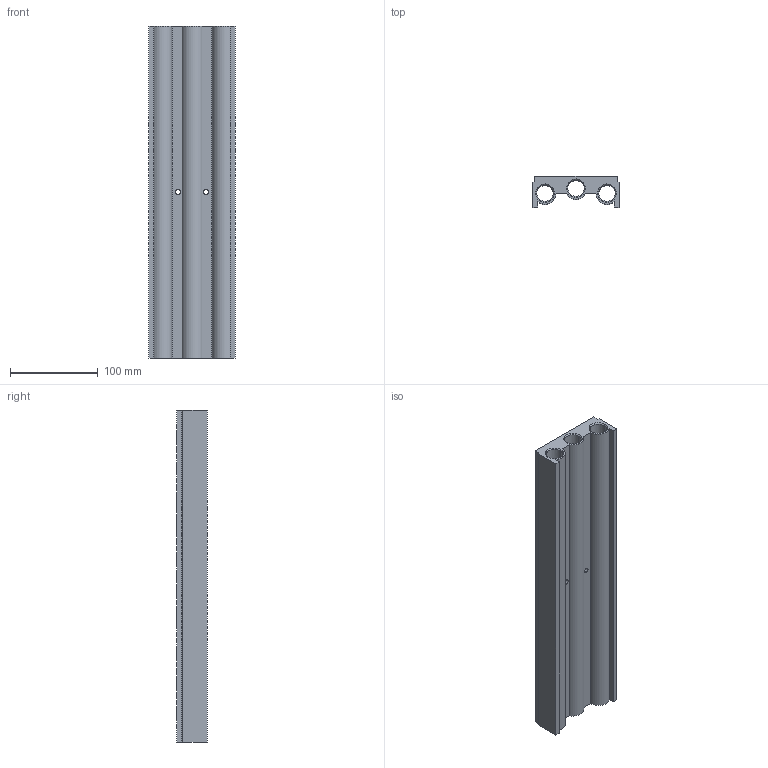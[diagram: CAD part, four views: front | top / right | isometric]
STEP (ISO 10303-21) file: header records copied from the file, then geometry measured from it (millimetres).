
FILE_DESCRIPTION (( 'STEP AP214' ), '1' );
FILE_NAME ('EMC-V54-10.STEP', '2020-04-02T09:10:59', ( '' ), ( '' ), 'SwSTEP 2.0', 'SolidWorks 2020', '' );
FILE_SCHEMA (( 'AUTOMOTIVE_DESIGN' ));
Length unit declared in the file: millimetre
Products named in the file (1): EMC-V54-10
Bounding box: 98 x 35 x 378 mm (x, y, z)
Volume: 624401.5 mm3; surface area: 187455.1 mm2
Topology: 1 solids, 1 shells, 238 faces, 618 edges, 362 vertices
Faces by surface type: cylinder 113, cone 90, plane 35
Entity records: 13762 total; most frequent: CARTESIAN_POINT 7969, DIRECTION 1212, ORIENTED_EDGE 1156, EDGE_CURVE 578, AXIS2_PLACEMENT_3D 475, VERTEX_POINT 362, EDGE_LOOP 328, VECTOR 262
